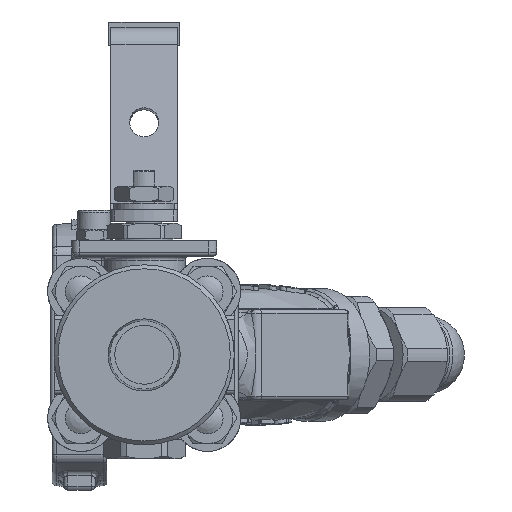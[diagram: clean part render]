
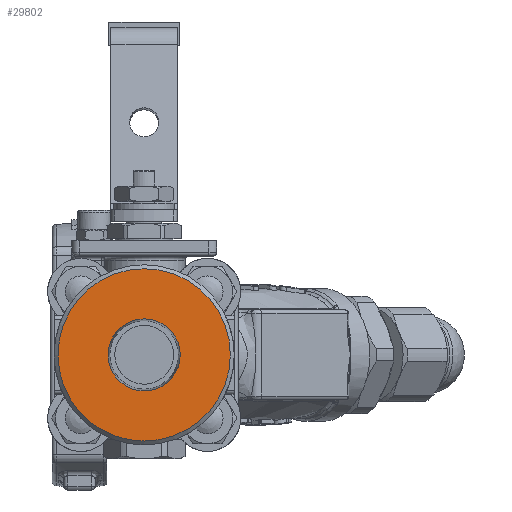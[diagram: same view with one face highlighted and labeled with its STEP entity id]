
A CAD part, left-side view. The second image highlights one B-rep face of the part: STEP entity #29802.
In plain terms, the highlighted planar face has unit normal (-1, 0, 0).
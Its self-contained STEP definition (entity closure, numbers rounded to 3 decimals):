
#2860=FACE_BOUND('',#6943,.T.);
#3465=PLANE('',#32846);
#5028=FACE_OUTER_BOUND('',#6942,.T.);
#6942=EDGE_LOOP('',(#26061));
#6943=EDGE_LOOP('',(#26062));
#11336=CIRCLE('',#32845,9.203);
#11337=CIRCLE('',#32847,22.);
#13907=VERTEX_POINT('',#61287);
#13908=VERTEX_POINT('',#61291);
#18033=EDGE_CURVE('',#13907,#13907,#11336,.T.);
#18035=EDGE_CURVE('',#13908,#13908,#11337,.T.);
#26061=ORIENTED_EDGE('',*,*,#18035,.F.);
#26062=ORIENTED_EDGE('',*,*,#18033,.T.);
#29802=ADVANCED_FACE('',(#5028,#2860),#3465,.T.);
#32845=AXIS2_PLACEMENT_3D('',#61288,#39937,#39938);
#32846=AXIS2_PLACEMENT_3D('',#61290,#39940,#39941);
#32847=AXIS2_PLACEMENT_3D('',#61292,#39942,#39943);
#39937=DIRECTION('center_axis',(1.,0.,0.));
#39938=DIRECTION('ref_axis',(0.,-1.,0.));
#39940=DIRECTION('center_axis',(-1.,0.,0.));
#39941=DIRECTION('ref_axis',(0.,-1.,0.));
#39942=DIRECTION('center_axis',(1.,0.,0.));
#39943=DIRECTION('ref_axis',(0.,1.,0.));
#61287=CARTESIAN_POINT('',(-135.036,28.036,-1.517));
#61288=CARTESIAN_POINT('Origin',(-135.036,18.833,-1.517));
#61290=CARTESIAN_POINT('Origin',(-135.036,18.833,-1.517));
#61291=CARTESIAN_POINT('',(-135.036,-3.167,-1.517));
#61292=CARTESIAN_POINT('Origin',(-135.036,18.833,-1.517));
